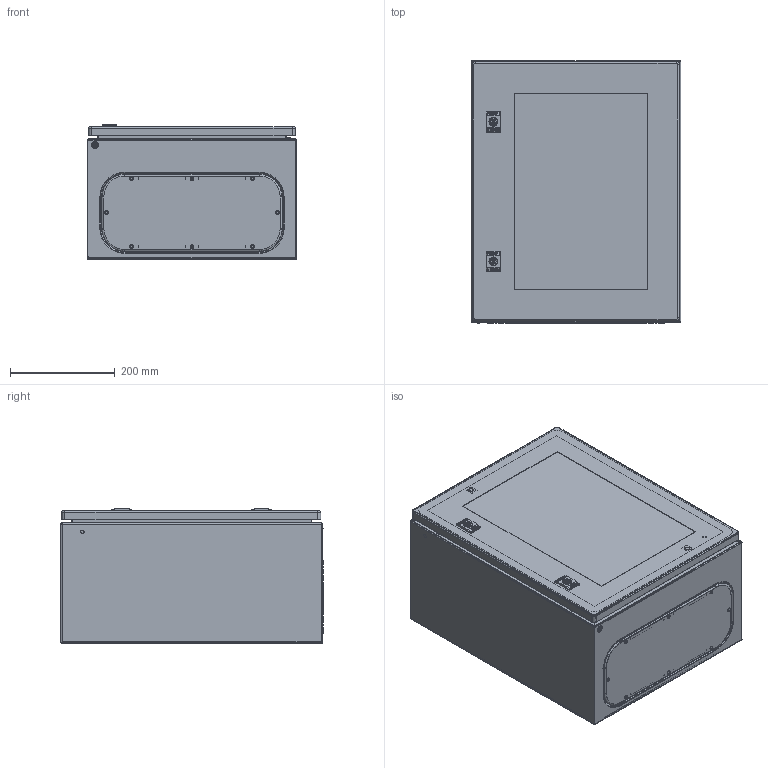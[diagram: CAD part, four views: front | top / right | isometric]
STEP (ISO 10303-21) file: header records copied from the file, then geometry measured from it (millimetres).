
FILE_DESCRIPTION(('STEP AP242'),'1');
FILE_NAME('nsycrn54250t.stp','2019-09-12T12:34:28',('TraceParts'),('TraceParts S.A.'),'Spatial InterOp 3D',' ',' ');
FILE_SCHEMA(('AP242_MANAGED_MODEL_BASED_3D_ENGINEERING_MIM_LF {1 0 10303 442 1 1 4}'));
Length unit declared in the file: millimetre
Products named in the file (1): NSYCRN54250T_ASM|BODY_CRN54_250#BODY_CRN54_250;BODY_CRN54_250
Bounding box: 400 x 501.2 x 257.31 mm (x, y, z)
Volume: 1647106.8 mm3; surface area: 1948143 mm2
Topology: 7 solids, 21 shells, 3731 faces, 9980 edges, 6293 vertices
Faces by surface type: plane 1499, cylinder 1074, cone 350, extrusion 292, torus 252, bspline 182, sphere 78, revolution 4
Entity records: 131825 total; most frequent: CARTESIAN_POINT 40337, ORIENTED_EDGE 19776, DIRECTION 18140, EDGE_CURVE 9888, AXIS2_PLACEMENT_3D 6348, VERTEX_POINT 6293, VECTOR 5440, LINE 5148
